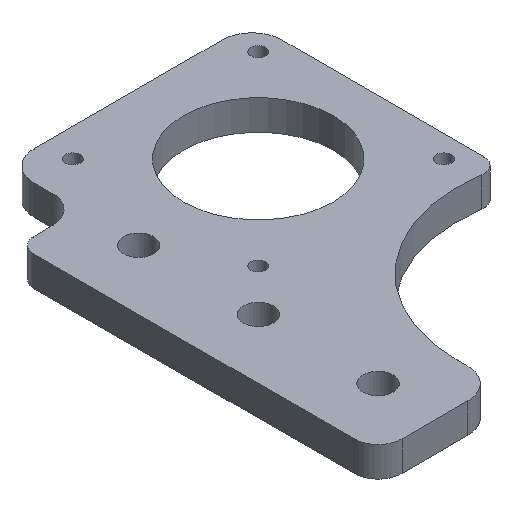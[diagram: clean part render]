
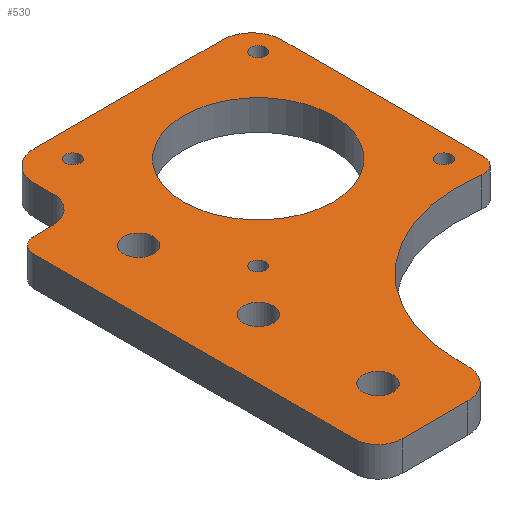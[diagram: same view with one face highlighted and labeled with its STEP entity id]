
A CAD part, isometric view. The second image highlights one B-rep face of the part: STEP entity #530.
In plain terms, the highlighted planar face has unit normal (0, 0, 1).
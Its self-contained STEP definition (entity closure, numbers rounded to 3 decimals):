
#32=LINE('',#859,#70);
#35=LINE('',#867,#73);
#38=LINE('',#875,#76);
#41=LINE('',#883,#79);
#45=LINE('',#895,#83);
#48=LINE('',#903,#86);
#51=LINE('',#911,#89);
#70=VECTOR('',#701,10.);
#73=VECTOR('',#710,10.);
#76=VECTOR('',#719,10.);
#79=VECTOR('',#728,10.);
#83=VECTOR('',#742,10.);
#86=VECTOR('',#751,10.);
#89=VECTOR('',#760,10.);
#117=FACE_BOUND('',#188,.T.);
#118=FACE_BOUND('',#189,.T.);
#119=FACE_BOUND('',#190,.T.);
#120=FACE_BOUND('',#191,.T.);
#121=FACE_BOUND('',#192,.T.);
#122=FACE_BOUND('',#193,.T.);
#123=FACE_BOUND('',#194,.T.);
#124=FACE_BOUND('',#195,.T.);
#151=FACE_OUTER_BOUND('',#187,.T.);
#187=EDGE_LOOP('',(#471,#472,#473,#474,#475,#476,#477,#478,#479,#480,#481,
#482,#483,#484,#485));
#188=EDGE_LOOP('',(#486));
#189=EDGE_LOOP('',(#487));
#190=EDGE_LOOP('',(#488));
#191=EDGE_LOOP('',(#489));
#192=EDGE_LOOP('',(#490));
#193=EDGE_LOOP('',(#491));
#194=EDGE_LOOP('',(#492));
#195=EDGE_LOOP('',(#493));
#214=CIRCLE('',#567,1.23);
#215=CIRCLE('',#569,1.23);
#216=CIRCLE('',#571,2.5);
#217=CIRCLE('',#573,2.5);
#218=CIRCLE('',#575,12.5);
#219=CIRCLE('',#577,1.23);
#220=CIRCLE('',#579,2.5);
#221=CIRCLE('',#581,1.23);
#222=CIRCLE('',#584,4.5);
#223=CIRCLE('',#587,5.);
#224=CIRCLE('',#590,5.);
#225=CIRCLE('',#593,2.5);
#226=CIRCLE('',#595,25.);
#227=CIRCLE('',#598,5.);
#228=CIRCLE('',#601,4.);
#229=CIRCLE('',#604,2.5);
#255=VERTEX_POINT('',#824);
#256=VERTEX_POINT('',#828);
#257=VERTEX_POINT('',#832);
#258=VERTEX_POINT('',#836);
#259=VERTEX_POINT('',#840);
#260=VERTEX_POINT('',#844);
#261=VERTEX_POINT('',#848);
#262=VERTEX_POINT('',#852);
#263=VERTEX_POINT('',#856);
#264=VERTEX_POINT('',#858);
#265=VERTEX_POINT('',#862);
#266=VERTEX_POINT('',#866);
#267=VERTEX_POINT('',#870);
#268=VERTEX_POINT('',#874);
#269=VERTEX_POINT('',#878);
#270=VERTEX_POINT('',#882);
#271=VERTEX_POINT('',#886);
#272=VERTEX_POINT('',#890);
#273=VERTEX_POINT('',#894);
#274=VERTEX_POINT('',#898);
#275=VERTEX_POINT('',#902);
#276=VERTEX_POINT('',#906);
#277=VERTEX_POINT('',#910);
#304=EDGE_CURVE('',#255,#255,#214,.T.);
#306=EDGE_CURVE('',#256,#256,#215,.T.);
#308=EDGE_CURVE('',#257,#257,#216,.T.);
#310=EDGE_CURVE('',#258,#258,#217,.T.);
#312=EDGE_CURVE('',#259,#259,#218,.T.);
#314=EDGE_CURVE('',#260,#260,#219,.T.);
#316=EDGE_CURVE('',#261,#261,#220,.T.);
#318=EDGE_CURVE('',#262,#262,#221,.T.);
#321=EDGE_CURVE('',#264,#263,#32,.T.);
#323=EDGE_CURVE('',#265,#264,#222,.T.);
#325=EDGE_CURVE('',#266,#265,#35,.T.);
#327=EDGE_CURVE('',#267,#266,#223,.T.);
#329=EDGE_CURVE('',#268,#267,#38,.T.);
#331=EDGE_CURVE('',#269,#268,#224,.T.);
#333=EDGE_CURVE('',#270,#269,#41,.T.);
#335=EDGE_CURVE('',#271,#270,#225,.T.);
#337=EDGE_CURVE('',#272,#271,#226,.T.);
#339=EDGE_CURVE('',#273,#272,#45,.T.);
#341=EDGE_CURVE('',#274,#273,#227,.T.);
#343=EDGE_CURVE('',#275,#274,#48,.T.);
#345=EDGE_CURVE('',#276,#275,#228,.T.);
#347=EDGE_CURVE('',#277,#276,#51,.T.);
#349=EDGE_CURVE('',#263,#277,#229,.T.);
#471=ORIENTED_EDGE('',*,*,#349,.T.);
#472=ORIENTED_EDGE('',*,*,#347,.T.);
#473=ORIENTED_EDGE('',*,*,#345,.T.);
#474=ORIENTED_EDGE('',*,*,#343,.T.);
#475=ORIENTED_EDGE('',*,*,#341,.T.);
#476=ORIENTED_EDGE('',*,*,#339,.T.);
#477=ORIENTED_EDGE('',*,*,#337,.T.);
#478=ORIENTED_EDGE('',*,*,#335,.T.);
#479=ORIENTED_EDGE('',*,*,#333,.T.);
#480=ORIENTED_EDGE('',*,*,#331,.T.);
#481=ORIENTED_EDGE('',*,*,#329,.T.);
#482=ORIENTED_EDGE('',*,*,#327,.T.);
#483=ORIENTED_EDGE('',*,*,#325,.T.);
#484=ORIENTED_EDGE('',*,*,#323,.T.);
#485=ORIENTED_EDGE('',*,*,#321,.T.);
#486=ORIENTED_EDGE('',*,*,#318,.T.);
#487=ORIENTED_EDGE('',*,*,#316,.T.);
#488=ORIENTED_EDGE('',*,*,#314,.T.);
#489=ORIENTED_EDGE('',*,*,#312,.T.);
#490=ORIENTED_EDGE('',*,*,#310,.T.);
#491=ORIENTED_EDGE('',*,*,#308,.T.);
#492=ORIENTED_EDGE('',*,*,#306,.T.);
#493=ORIENTED_EDGE('',*,*,#304,.T.);
#503=PLANE('',#605);
#530=ADVANCED_FACE('',(#151,#117,#118,#119,#120,#121,#122,#123,#124),#503,
 .T.);
#567=AXIS2_PLACEMENT_3D('',#825,#660,#661);
#569=AXIS2_PLACEMENT_3D('',#829,#665,#666);
#571=AXIS2_PLACEMENT_3D('',#833,#670,#671);
#573=AXIS2_PLACEMENT_3D('',#837,#675,#676);
#575=AXIS2_PLACEMENT_3D('',#841,#680,#681);
#577=AXIS2_PLACEMENT_3D('',#845,#685,#686);
#579=AXIS2_PLACEMENT_3D('',#849,#690,#691);
#581=AXIS2_PLACEMENT_3D('',#853,#695,#696);
#584=AXIS2_PLACEMENT_3D('',#863,#705,#706);
#587=AXIS2_PLACEMENT_3D('',#871,#714,#715);
#590=AXIS2_PLACEMENT_3D('',#879,#723,#724);
#593=AXIS2_PLACEMENT_3D('',#887,#732,#733);
#595=AXIS2_PLACEMENT_3D('',#891,#737,#738);
#598=AXIS2_PLACEMENT_3D('',#899,#746,#747);
#601=AXIS2_PLACEMENT_3D('',#907,#755,#756);
#604=AXIS2_PLACEMENT_3D('',#914,#764,#765);
#605=AXIS2_PLACEMENT_3D('',#915,#766,#767);
#660=DIRECTION('center_axis',(0.,0.,-1.));
#661=DIRECTION('ref_axis',(1.,0.,0.));
#665=DIRECTION('center_axis',(0.,0.,-1.));
#666=DIRECTION('ref_axis',(1.,0.,0.));
#670=DIRECTION('center_axis',(0.,0.,-1.));
#671=DIRECTION('ref_axis',(1.,0.,0.));
#675=DIRECTION('center_axis',(0.,0.,-1.));
#676=DIRECTION('ref_axis',(1.,0.,0.));
#680=DIRECTION('center_axis',(0.,0.,-1.));
#681=DIRECTION('ref_axis',(1.,0.,0.));
#685=DIRECTION('center_axis',(0.,0.,-1.));
#686=DIRECTION('ref_axis',(1.,0.,0.));
#690=DIRECTION('center_axis',(0.,0.,-1.));
#691=DIRECTION('ref_axis',(1.,0.,0.));
#695=DIRECTION('center_axis',(0.,0.,-1.));
#696=DIRECTION('ref_axis',(1.,0.,0.));
#701=DIRECTION('',(-1.,-0.026,0.));
#705=DIRECTION('center_axis',(0.,0.,-1.));
#706=DIRECTION('ref_axis',(0.026,-1.,0.));
#710=DIRECTION('',(0.,-1.,0.));
#714=DIRECTION('center_axis',(0.,0.,1.));
#715=DIRECTION('ref_axis',(0.,1.,0.));
#719=DIRECTION('',(-1.,0.,0.));
#723=DIRECTION('center_axis',(0.,0.,1.));
#724=DIRECTION('ref_axis',(1.,0.,0.));
#728=DIRECTION('',(0.,1.,0.));
#732=DIRECTION('center_axis',(0.,0.,1.));
#733=DIRECTION('ref_axis',(-0.117,-0.993,0.));
#737=DIRECTION('center_axis',(0.,0.,-1.));
#738=DIRECTION('ref_axis',(0.155,0.988,0.));
#742=DIRECTION('',(0.,1.,0.));
#746=DIRECTION('center_axis',(0.,0.,1.));
#747=DIRECTION('ref_axis',(0.,-1.,0.));
#751=DIRECTION('',(1.,0.,0.));
#755=DIRECTION('center_axis',(0.,0.,1.));
#756=DIRECTION('ref_axis',(-1.,0.,0.));
#760=DIRECTION('',(0.,-1.,0.));
#764=DIRECTION('center_axis',(0.,0.,1.));
#765=DIRECTION('ref_axis',(0.012,1.,0.));
#766=DIRECTION('center_axis',(0.,0.,1.));
#767=DIRECTION('ref_axis',(1.,0.,0.));
#824=CARTESIAN_POINT('',(36.77,7.,3.));
#825=CARTESIAN_POINT('Origin',(38.,7.,3.));
#828=CARTESIAN_POINT('',(5.77,7.,3.));
#829=CARTESIAN_POINT('Origin',(7.,7.,3.));
#832=CARTESIAN_POINT('',(-2.5,20.,3.));
#833=CARTESIAN_POINT('Origin',(0.,20.,3.));
#836=CARTESIAN_POINT('',(-2.5,0.,3.));
#837=CARTESIAN_POINT('Origin',(0.,0.,3.));
#840=CARTESIAN_POINT('',(10.,22.5,3.));
#841=CARTESIAN_POINT('Origin',(22.5,22.5,3.));
#844=CARTESIAN_POINT('',(5.771,38.,3.));
#845=CARTESIAN_POINT('Origin',(7.,38.,3.));
#848=CARTESIAN_POINT('',(-2.5,-20.,3.));
#849=CARTESIAN_POINT('Origin',(0.,-20.,3.));
#852=CARTESIAN_POINT('',(36.771,38.,3.));
#853=CARTESIAN_POINT('Origin',(38.,38.,3.));
#856=CARTESIAN_POINT('',(-7.47,30.,3.));
#858=CARTESIAN_POINT('',(-4.095,30.087,3.));
#859=CARTESIAN_POINT('',(-7.47,30.,3.));
#862=CARTESIAN_POINT('',(0.289,34.585,3.));
#863=CARTESIAN_POINT('Origin',(-4.211,34.585,3.));
#866=CARTESIAN_POINT('',(0.289,37.713,3.));
#867=CARTESIAN_POINT('',(0.289,37.713,3.));
#870=CARTESIAN_POINT('',(5.289,42.713,3.));
#871=CARTESIAN_POINT('Origin',(5.289,37.713,3.));
#874=CARTESIAN_POINT('',(36.66,42.713,3.));
#875=CARTESIAN_POINT('',(36.66,42.713,3.));
#878=CARTESIAN_POINT('',(41.66,37.713,3.));
#879=CARTESIAN_POINT('Origin',(36.66,37.713,3.));
#882=CARTESIAN_POINT('',(41.66,4.,3.));
#883=CARTESIAN_POINT('',(41.66,4.,3.));
#886=CARTESIAN_POINT('',(38.868,1.517,3.));
#887=CARTESIAN_POINT('Origin',(39.16,4.,3.));
#890=CARTESIAN_POINT('',(10.,-23.182,3.));
#891=CARTESIAN_POINT('Origin',(35.,-23.182,3.));
#894=CARTESIAN_POINT('',(10.,-25.,3.));
#895=CARTESIAN_POINT('',(10.,-25.,3.));
#898=CARTESIAN_POINT('',(5.,-30.,3.));
#899=CARTESIAN_POINT('Origin',(5.,-25.,3.));
#902=CARTESIAN_POINT('',(-6.,-30.,3.));
#903=CARTESIAN_POINT('',(-6.,-30.,3.));
#906=CARTESIAN_POINT('',(-10.,-26.,3.));
#907=CARTESIAN_POINT('Origin',(-6.,-26.,3.));
#910=CARTESIAN_POINT('',(-10.,27.5,3.));
#911=CARTESIAN_POINT('',(-10.,27.5,3.));
#914=CARTESIAN_POINT('Origin',(-7.5,27.5,3.));
#915=CARTESIAN_POINT('Origin',(15.83,6.356,3.));
